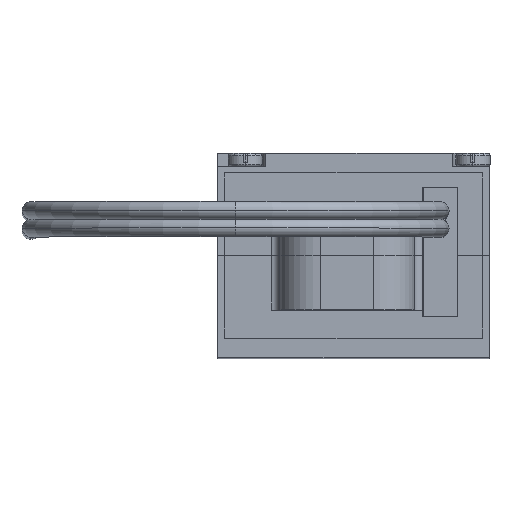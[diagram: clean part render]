
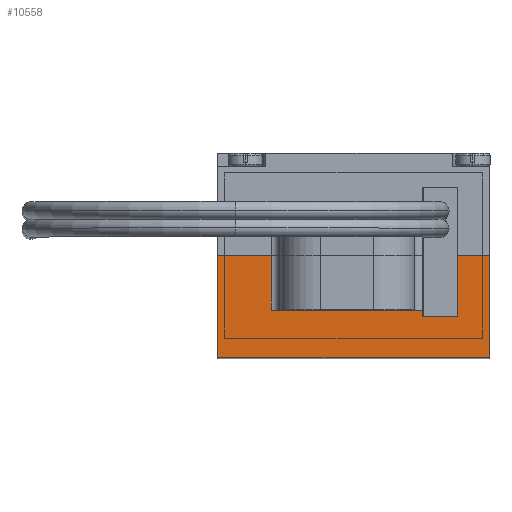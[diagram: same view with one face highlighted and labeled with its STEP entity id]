
A CAD part, top view. The second image highlights one B-rep face of the part: STEP entity #10558.
In plain terms, the highlighted planar face has unit normal (0, 0, 1).
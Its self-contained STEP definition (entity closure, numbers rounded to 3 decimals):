
#101 = VECTOR ( 'NONE', #14716, 1000. ) ;
#225 = VERTEX_POINT ( 'NONE', #2940 ) ;
#284 = EDGE_CURVE ( 'NONE', #4749, #11400, #8890, .T. ) ;
#358 = EDGE_CURVE ( 'NONE', #12282, #1574, #11235, .T. ) ;
#439 = CARTESIAN_POINT ( 'NONE',  ( 17.6, 3., 0. ) ) ;
#486 = ORIENTED_EDGE ( 'NONE', *, *, #13013, .T. ) ;
#553 = CARTESIAN_POINT ( 'NONE',  ( 19.9, 7.5, 0. ) ) ;
#554 = CARTESIAN_POINT ( 'NONE',  ( 0., 0., 0. ) ) ;
#619 = LINE ( 'NONE', #2865, #12499 ) ;
#719 = CARTESIAN_POINT ( 'NONE',  ( 19.9, 7.5, 0. ) ) ;
#1207 = ORIENTED_EDGE ( 'NONE', *, *, #2906, .T. ) ;
#1251 = VERTEX_POINT ( 'NONE', #554 ) ;
#1362 = ORIENTED_EDGE ( 'NONE', *, *, #7824, .F. ) ;
#1574 = VERTEX_POINT ( 'NONE', #553 ) ;
#1589 = LINE ( 'NONE', #6579, #6995 ) ;
#2459 = CARTESIAN_POINT ( 'NONE',  ( 3.9, 7.5, 0. ) ) ;
#2773 = CARTESIAN_POINT ( 'NONE',  ( 3.9, 7.5, 0. ) ) ;
#2865 = CARTESIAN_POINT ( 'NONE',  ( 0., 7.5, 0. ) ) ;
#2906 = EDGE_CURVE ( 'NONE', #1251, #225, #4608, .T. ) ;
#2940 = CARTESIAN_POINT ( 'NONE',  ( 19.9, 0., 0. ) ) ;
#3053 = DIRECTION ( 'NONE',  ( -1., 0., 0. ) ) ;
#3172 = DIRECTION ( 'NONE',  ( 0., 1., 0. ) ) ;
#3320 = AXIS2_PLACEMENT_3D ( 'NONE', #719, #9924, #3053 ) ;
#3492 = ORIENTED_EDGE ( 'NONE', *, *, #9559, .F. ) ;
#3766 = EDGE_CURVE ( 'NONE', #6218, #14000, #6927, .T. ) ;
#3985 = CARTESIAN_POINT ( 'NONE',  ( 17.6, 7.5, 0. ) ) ;
#4442 = CARTESIAN_POINT ( 'NONE',  ( 19.9, 0., 0. ) ) ;
#4608 = LINE ( 'NONE', #4442, #13385 ) ;
#4749 = VERTEX_POINT ( 'NONE', #4867 ) ;
#4786 = EDGE_LOOP ( 'NONE', ( #5180, #8719, #3492, #486, #1207, #7815, #6129, #4952, #1362, #10875 ) ) ;
#4867 = CARTESIAN_POINT ( 'NONE',  ( 15., 3., 0. ) ) ;
#4952 = ORIENTED_EDGE ( 'NONE', *, *, #6889, .F. ) ;
#5059 = CARTESIAN_POINT ( 'NONE',  ( 19.9, 7.5, 0. ) ) ;
#5180 = ORIENTED_EDGE ( 'NONE', *, *, #13844, .T. ) ;
#5395 = CARTESIAN_POINT ( 'NONE',  ( 15., 3., 0. ) ) ;
#5575 = FACE_OUTER_BOUND ( 'NONE', #4786, .T. ) ;
#5782 = CARTESIAN_POINT ( 'NONE',  ( 15., 3.5, 0. ) ) ;
#5864 = VECTOR ( 'NONE', #13396, 1000. ) ;
#6052 = DIRECTION ( 'NONE',  ( -1., 0., 0. ) ) ;
#6129 = ORIENTED_EDGE ( 'NONE', *, *, #358, .F. ) ;
#6218 = VERTEX_POINT ( 'NONE', #6896 ) ;
#6238 = LINE ( 'NONE', #6704, #101 ) ;
#6546 = VECTOR ( 'NONE', #11649, 1000. ) ;
#6579 = CARTESIAN_POINT ( 'NONE',  ( 17.6, 3., 0. ) ) ;
#6624 = VECTOR ( 'NONE', #11773, 1000. ) ;
#6704 = CARTESIAN_POINT ( 'NONE',  ( 19.9, 7.5, 0. ) ) ;
#6838 = VERTEX_POINT ( 'NONE', #14486 ) ;
#6889 = EDGE_CURVE ( 'NONE', #12924, #12282, #1589, .T. ) ;
#6896 = CARTESIAN_POINT ( 'NONE',  ( 3.9, 3.5, 0. ) ) ;
#6927 = LINE ( 'NONE', #2459, #6546 ) ;
#6995 = VECTOR ( 'NONE', #3172, 1000. ) ;
#7773 = DIRECTION ( 'NONE',  ( 1., 0., 0. ) ) ;
#7815 = ORIENTED_EDGE ( 'NONE', *, *, #13972, .F. ) ;
#7824 = EDGE_CURVE ( 'NONE', #4749, #12924, #9678, .T. ) ;
#8719 = ORIENTED_EDGE ( 'NONE', *, *, #3766, .T. ) ;
#8778 = PLANE ( 'NONE',  #3320 ) ;
#8890 = LINE ( 'NONE', #5395, #5864 ) ;
#8951 = DIRECTION ( 'NONE',  ( 1., 0., 0. ) ) ;
#9473 = CARTESIAN_POINT ( 'NONE',  ( 17.6, 3., 0. ) ) ;
#9559 = EDGE_CURVE ( 'NONE', #6838, #14000, #6238, .T. ) ;
#9678 = LINE ( 'NONE', #9473, #6624 ) ;
#9924 = DIRECTION ( 'NONE',  ( 0., 0., -1. ) ) ;
#10558 = ADVANCED_FACE ( 'NONE', ( #5575 ), #8778, .F. ) ;
#10875 = ORIENTED_EDGE ( 'NONE', *, *, #284, .T. ) ;
#10903 = DIRECTION ( 'NONE',  ( 0., -1., 0. ) ) ;
#11055 = VECTOR ( 'NONE', #11910, 1000. ) ;
#11235 = LINE ( 'NONE', #14636, #11604 ) ;
#11400 = VERTEX_POINT ( 'NONE', #5782 ) ;
#11604 = VECTOR ( 'NONE', #7773, 1000. ) ;
#11649 = DIRECTION ( 'NONE',  ( 0., 1., 0. ) ) ;
#11765 = VECTOR ( 'NONE', #6052, 1000. ) ;
#11773 = DIRECTION ( 'NONE',  ( 1., 0., 0. ) ) ;
#11910 = DIRECTION ( 'NONE',  ( 0., -1., 0. ) ) ;
#12282 = VERTEX_POINT ( 'NONE', #3985 ) ;
#12499 = VECTOR ( 'NONE', #10903, 1000. ) ;
#12924 = VERTEX_POINT ( 'NONE', #439 ) ;
#13013 = EDGE_CURVE ( 'NONE', #6838, #1251, #619, .T. ) ;
#13385 = VECTOR ( 'NONE', #8951, 1000. ) ;
#13396 = DIRECTION ( 'NONE',  ( 0., 1., 0. ) ) ;
#13736 = LINE ( 'NONE', #5059, #11055 ) ;
#13844 = EDGE_CURVE ( 'NONE', #11400, #6218, #14433, .T. ) ;
#13972 = EDGE_CURVE ( 'NONE', #1574, #225, #13736, .T. ) ;
#14000 = VERTEX_POINT ( 'NONE', #2773 ) ;
#14053 = CARTESIAN_POINT ( 'NONE',  ( 4.5, 3.5, 0. ) ) ;
#14433 = LINE ( 'NONE', #14053, #11765 ) ;
#14486 = CARTESIAN_POINT ( 'NONE',  ( 0., 7.5, 0. ) ) ;
#14636 = CARTESIAN_POINT ( 'NONE',  ( 19.9, 7.5, 0. ) ) ;
#14716 = DIRECTION ( 'NONE',  ( 1., 0., 0. ) ) ;
